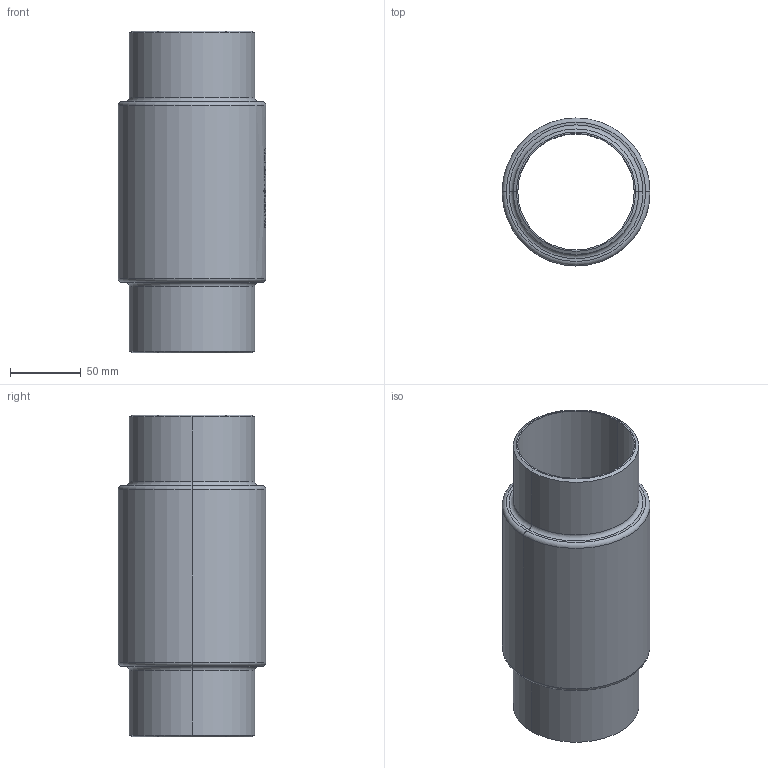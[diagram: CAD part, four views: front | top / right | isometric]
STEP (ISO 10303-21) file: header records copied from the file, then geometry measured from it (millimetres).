
FILE_DESCRIPTION (( 'STEP AP214' ), '1' );
FILE_NAME ('7110000_DN080_ PN25_51420175.STEP', '2022-03-07T08:55:33', ( 'axxx' ), ( 'Hewlett-Packard Company' ), 'SwSTEP 2.0', 'SolidWorks 2019', '' );
FILE_SCHEMA (( 'AUTOMOTIVE_DESIGN' ));
Length unit declared in the file: millimetre
Products named in the file (1): 7110000_DN080_ PN25_51420175
Bounding box: 104.7 x 104.7 x 228 mm (x, y, z)
Volume: 502054.7 mm3; surface area: 137464.4 mm2
Topology: 1 solids, 1 shells, 514 faces, 1380 edges, 916 vertices
Faces by surface type: plane 244, bspline 218, cylinder 40, torus 8, cone 4
Entity records: 28720 total; most frequent: CARTESIAN_POINT 17424, ORIENTED_EDGE 2760, DIRECTION 1563, EDGE_CURVE 1380, VERTEX_POINT 916, LINE 745, VECTOR 745, EDGE_LOOP 564
